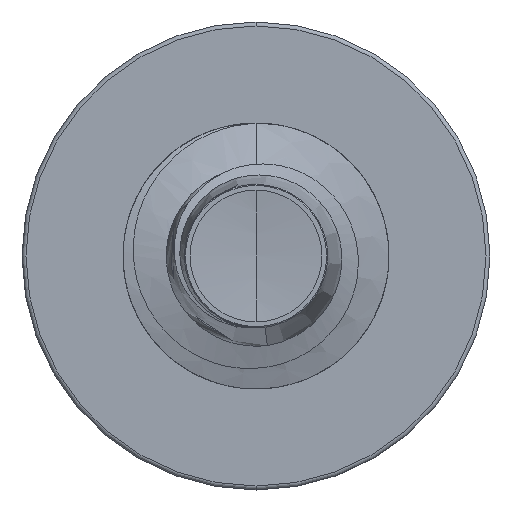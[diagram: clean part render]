
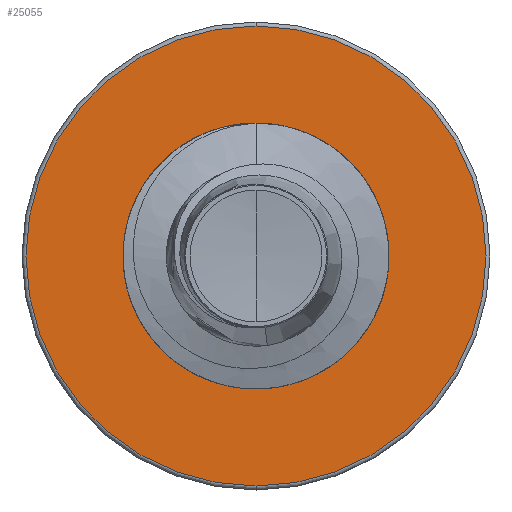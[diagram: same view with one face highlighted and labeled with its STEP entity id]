
A CAD part, front view. The second image highlights one B-rep face of the part: STEP entity #25055.
In plain terms, the highlighted planar face has unit normal (0, -1, 0).
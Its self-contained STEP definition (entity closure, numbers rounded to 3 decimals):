
#1560 = DIRECTION ( 'NONE',  ( 0., 0., 1. ) ) ;
#1606 = DIRECTION ( 'NONE',  ( 0., 1., 0. ) ) ;
#1617 = CARTESIAN_POINT ( 'NONE',  ( 0., 30., 0. ) ) ;
#2203 = AXIS2_PLACEMENT_3D ( 'NONE', #24316, #11906, #25903 ) ;
#2538 = EDGE_LOOP ( 'NONE', ( #28597, #17154 ) ) ;
#2748 = AXIS2_PLACEMENT_3D ( 'NONE', #23362, #25025, #13016 ) ;
#2759 = AXIS2_PLACEMENT_3D ( 'NONE', #19774, #4360, #21737 ) ;
#2998 = AXIS2_PLACEMENT_3D ( 'NONE', #4133, #21610, #7315 ) ;
#3726 = FACE_BOUND ( 'NONE', #2538, .T. ) ;
#4133 = CARTESIAN_POINT ( 'NONE',  ( 0., 30., 0. ) ) ;
#4360 = DIRECTION ( 'NONE',  ( 0., 1., 0. ) ) ;
#4456 = ORIENTED_EDGE ( 'NONE', *, *, #25466, .F. ) ;
#5230 = AXIS2_PLACEMENT_3D ( 'NONE', #1617, #1606, #1560 ) ;
#5913 = VERTEX_POINT ( 'NONE', #10238 ) ;
#6995 = CARTESIAN_POINT ( 'NONE',  ( 0., 30., 4.325 ) ) ;
#7315 = DIRECTION ( 'NONE',  ( 0., 0., 1. ) ) ;
#9993 = CIRCLE ( 'NONE', #2203, 4.325 ) ;
#10238 = CARTESIAN_POINT ( 'NONE',  ( 0., 30., -4.325 ) ) ;
#11906 = DIRECTION ( 'NONE',  ( 0., 1., 0. ) ) ;
#12598 = CIRCLE ( 'NONE', #5230, 4.325 ) ;
#13016 = DIRECTION ( 'NONE',  ( 0., 0., 1. ) ) ;
#13074 = CARTESIAN_POINT ( 'NONE',  ( 0., 30., -2.415 ) ) ;
#16322 = VERTEX_POINT ( 'NONE', #13074 ) ;
#17154 = ORIENTED_EDGE ( 'NONE', *, *, #24887, .T. ) ;
#18099 = EDGE_LOOP ( 'NONE', ( #4456, #26310 ) ) ;
#18630 = FACE_OUTER_BOUND ( 'NONE', #18099, .T. ) ;
#18817 = EDGE_CURVE ( 'NONE', #5913, #27756, #12598, .T. ) ;
#19774 = CARTESIAN_POINT ( 'NONE',  ( 0., 30., 0. ) ) ;
#19855 = CARTESIAN_POINT ( 'NONE',  ( 0., 30., 2.415 ) ) ;
#21610 = DIRECTION ( 'NONE',  ( 0., 1., 0. ) ) ;
#21737 = DIRECTION ( 'NONE',  ( 0., 0., 1. ) ) ;
#23362 = CARTESIAN_POINT ( 'NONE',  ( 0., 30., -2.415 ) ) ;
#24316 = CARTESIAN_POINT ( 'NONE',  ( 0., 30., 0. ) ) ;
#24887 = EDGE_CURVE ( 'NONE', #16322, #26779, #28263, .T. ) ;
#25025 = DIRECTION ( 'NONE',  ( 0., 1., 0. ) ) ;
#25055 = ADVANCED_FACE ( 'NONE', ( #18630, #3726 ), #27045, .F. ) ;
#25069 = EDGE_CURVE ( 'NONE', #26779, #16322, #26856, .T. ) ;
#25466 = EDGE_CURVE ( 'NONE', #27756, #5913, #9993, .T. ) ;
#25903 = DIRECTION ( 'NONE',  ( 0., 0., 1. ) ) ;
#26310 = ORIENTED_EDGE ( 'NONE', *, *, #18817, .F. ) ;
#26779 = VERTEX_POINT ( 'NONE', #19855 ) ;
#26856 = CIRCLE ( 'NONE', #2759, 2.415 ) ;
#27045 = PLANE ( 'NONE',  #2748 ) ;
#27756 = VERTEX_POINT ( 'NONE', #6995 ) ;
#28263 = CIRCLE ( 'NONE', #2998, 2.415 ) ;
#28597 = ORIENTED_EDGE ( 'NONE', *, *, #25069, .T. ) ;
